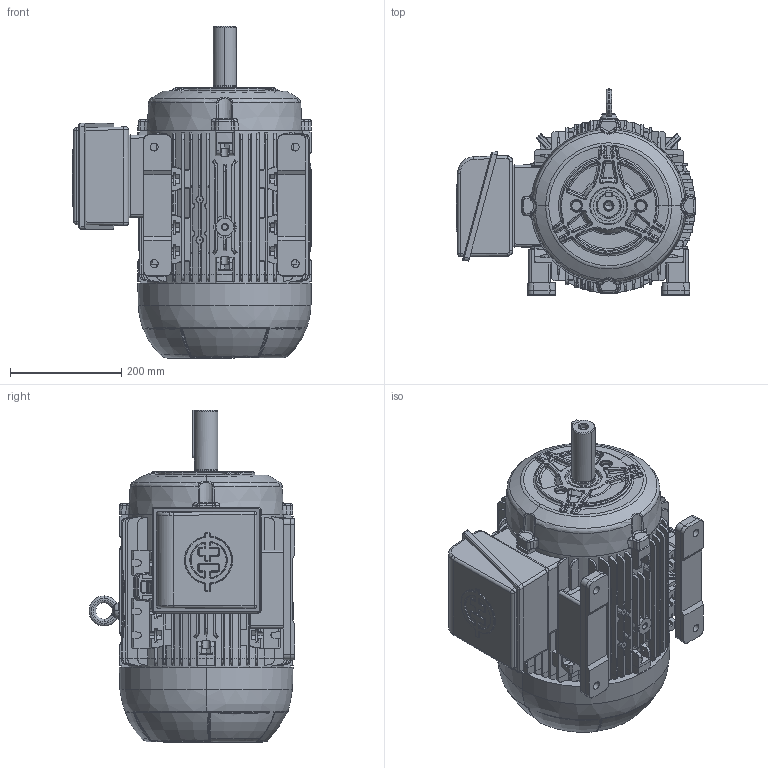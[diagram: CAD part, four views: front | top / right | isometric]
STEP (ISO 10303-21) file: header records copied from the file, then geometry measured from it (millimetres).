
FILE_DESCRIPTION (( 'STEP AP203' ), '1' );
FILE_NAME ('160ML_CP_ST_RIGHT.STEP', '2024-07-29T14:11:37', ( '' ), ( '' ), 'SwSTEP 2.0', 'SolidWorks 2020', '' );
FILE_SCHEMA (( 'CONFIG_CONTROL_DESIGN' ));
Length unit declared in the file: millimetre
Products named in the file (11): 160ML_CP_ST_RIGHT; 105006202_casca_USINADO; 105012100; Eixo IEC160 2P_casca_50.5342.002; 105030278_casca; 105035278_casca_50.5307.140; 105006203_casca_Usinado; 105032 DIN6885 AB - ABNT C_10.5032.049; 105006204-205_casca_50.5307.124 (M); 105035270_casca_50.5307.114; 105033082_�40
Assembly tree (11 placements, depth 2):
  160ML_CP_ST_RIGHT
    105006204-205_casca_50.5307.124 (M)
    Eixo IEC160 2P_casca_50.5342.002
    105006202_casca_USINADO
    105006203_casca_Usinado
    105033082_�40
    105030278_casca
    105012100
    105032 DIN6885 AB - ABNT C_10.5032.049
    105035278_casca_50.5307.140  x2
    105035270_casca_50.5307.114
Bounding box: 431.19 x 370.98 x 598 mm (x, y, z)
Volume: 36930042.8 mm3; surface area: 1670117.7 mm2
Topology: 11 solids, 14 shells, 3652 faces, 9549 edges, 6005 vertices
Faces by surface type: plane 1498, cylinder 1028, bspline 576, cone 306, torus 192, sphere 52
Entity records: 132872 total; most frequent: CARTESIAN_POINT 50932, ORIENTED_EDGE 18834, DIRECTION 14621, EDGE_CURVE 9417, VERTEX_POINT 5925, AXIS2_PLACEMENT_3D 4970, VECTOR 4681, LINE 4681
